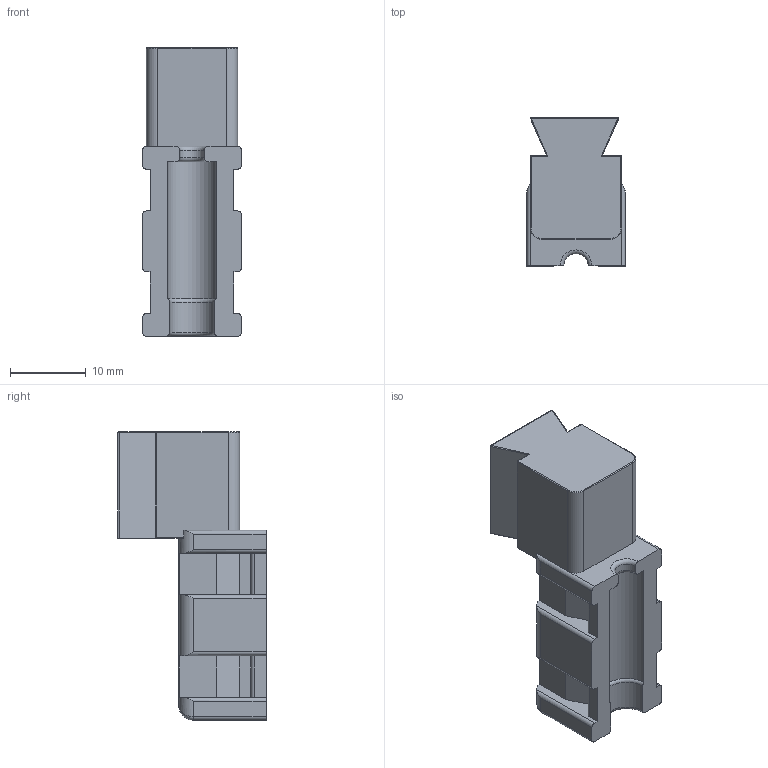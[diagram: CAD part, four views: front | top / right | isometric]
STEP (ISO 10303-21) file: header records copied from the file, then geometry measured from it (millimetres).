
FILE_DESCRIPTION(/* description */ ('STEP AP242','CAx-IF Rec.Pracs.---Representation and Presentation of Product Manufacturing Information (PMI)---4.0---2014-10-13','CAx-IF Rec.Pracs.---3D Tessellated Geometry---0.4---2014-09-14','2;1'),/* implementation_level */ '2;1');
FILE_NAME(/* name */ '68e83738196e8a6f176057dc',/* time_stamp */ '2025-10-09T22:29:12Z',/* author */ (''),/* organization */ (''),/* preprocessor_version */ 'ST-DEVELOPER v20',/* originating_system */ 'ONSHAPE BY PTC INC, 1.204',/* authorisation */ ' ');
FILE_SCHEMA (('AP242_MANAGED_MODEL_BASED_3D_ENGINEERING_MIM_LF { 1 0 10303 442 1 1 4 }'));
Length unit declared in the file: metre
Products named in the file (1): ElectrodeBasePiece
Bounding box: 13 x 19.48 x 38 mm (x, y, z)
Volume: 5262.5 mm3; surface area: 2653.1 mm2
Topology: 1 solids, 1 shells, 116 faces, 312 edges, 188 vertices
Faces by surface type: plane 52, cylinder 48, sphere 8, torus 6, bspline 2
Entity records: 3597 total; most frequent: CARTESIAN_POINT 687, DIRECTION 621, ORIENTED_EDGE 604, EDGE_CURVE 302, AXIS2_PLACEMENT_3D 216, LINE 189, VECTOR 189, VERTEX_POINT 188
